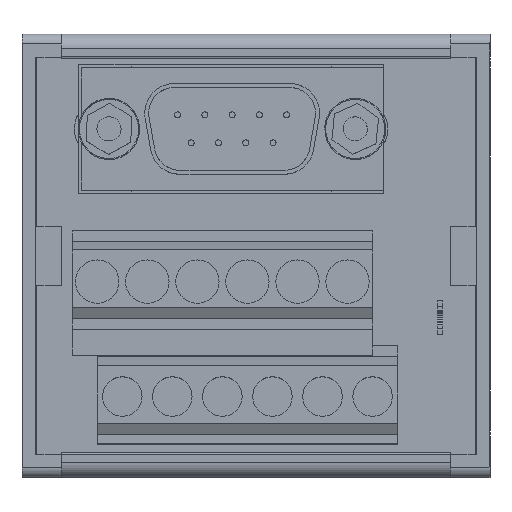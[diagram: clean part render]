
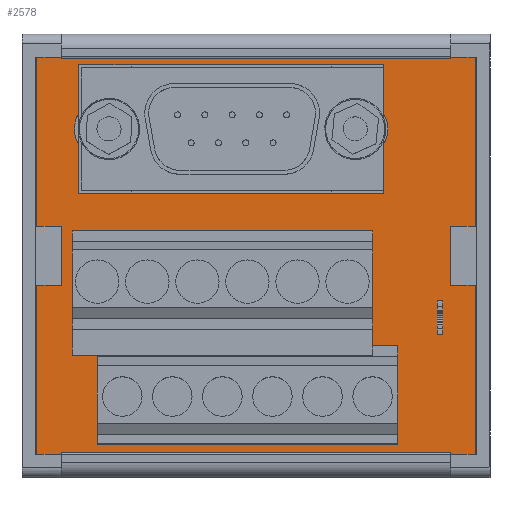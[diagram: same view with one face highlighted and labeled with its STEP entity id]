
A CAD part, top view. The second image highlights one B-rep face of the part: STEP entity #2578.
In plain terms, the highlighted planar face has unit normal (0, 0, 1).
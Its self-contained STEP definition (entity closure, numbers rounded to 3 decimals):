
#2364=AXIS2_PLACEMENT_3D('Plane Axis2P3D',#2361,#2362,#2363) ;
#2361=CARTESIAN_POINT('Axis2P3D Location',(-53.252,1.253,21.5)) ;
#2366=CARTESIAN_POINT('Line Origine',(23.75,1.5,21.5)) ;
#2370=CARTESIAN_POINT('Vertex',(1.5,1.5,21.5)) ;
#2372=CARTESIAN_POINT('Vertex',(46.,1.5,21.5)) ;
#2375=CARTESIAN_POINT('Line Origine',(46.,22.5,21.5)) ;
#2379=CARTESIAN_POINT('Vertex',(46.,43.5,21.5)) ;
#2382=CARTESIAN_POINT('Line Origine',(23.75,43.5,21.5)) ;
#2386=CARTESIAN_POINT('Vertex',(1.5,43.5,21.5)) ;
#2389=CARTESIAN_POINT('Line Origine',(1.5,22.5,21.5)) ;
#2400=CARTESIAN_POINT('Line Origine',(22.88,3.4,21.5)) ;
#2404=CARTESIAN_POINT('Vertex',(38.12,3.4,21.5)) ;
#2406=CARTESIAN_POINT('Vertex',(7.64,3.4,21.5)) ;
#2409=CARTESIAN_POINT('Line Origine',(7.64,7.9,21.5)) ;
#2413=CARTESIAN_POINT('Vertex',(7.64,12.4,21.5)) ;
#2416=CARTESIAN_POINT('Line Origine',(6.37,12.4,21.5)) ;
#2420=CARTESIAN_POINT('Vertex',(5.1,12.4,21.5)) ;
#2423=CARTESIAN_POINT('Line Origine',(5.1,18.7,21.5)) ;
#2427=CARTESIAN_POINT('Vertex',(5.1,25.,21.5)) ;
#2430=CARTESIAN_POINT('Line Origine',(20.34,25.,21.5)) ;
#2434=CARTESIAN_POINT('Vertex',(35.58,25.,21.5)) ;
#2437=CARTESIAN_POINT('Line Origine',(35.58,19.2,21.5)) ;
#2441=CARTESIAN_POINT('Vertex',(35.58,13.4,21.5)) ;
#2444=CARTESIAN_POINT('Line Origine',(36.85,13.4,21.5)) ;
#2448=CARTESIAN_POINT('Vertex',(38.12,13.4,21.5)) ;
#2451=CARTESIAN_POINT('Line Origine',(38.12,8.4,21.5)) ;
#2466=CARTESIAN_POINT('Line Origine',(42.426,17.925,21.5)) ;
#2470=CARTESIAN_POINT('Vertex',(42.726,17.925,21.5)) ;
#2472=CARTESIAN_POINT('Vertex',(42.126,17.925,21.5)) ;
#2475=CARTESIAN_POINT('Line Origine',(42.726,16.225,21.5)) ;
#2479=CARTESIAN_POINT('Vertex',(42.726,14.525,21.5)) ;
#2482=CARTESIAN_POINT('Line Origine',(42.426,14.525,21.5)) ;
#2486=CARTESIAN_POINT('Vertex',(42.126,14.525,21.5)) ;
#2489=CARTESIAN_POINT('Line Origine',(42.126,16.225,21.5)) ;
#2500=CARTESIAN_POINT('Line Origine',(5.77,31.292,21.5)) ;
#2504=CARTESIAN_POINT('Vertex',(5.77,33.724,21.5)) ;
#2506=CARTESIAN_POINT('Vertex',(5.77,28.86,21.5)) ;
#2510=CARTESIAN_POINT('Control Point',(5.77,33.724,21.5)) ;
#2511=CARTESIAN_POINT('Control Point',(5.591,34.025,21.5)) ;
#2512=CARTESIAN_POINT('Control Point',(5.453,34.351,21.5)) ;
#2513=CARTESIAN_POINT('Control Point',(5.36,34.694,21.5)) ;
#2514=CARTESIAN_POINT('Control Point',(5.274,35.382,21.5)) ;
#2515=CARTESIAN_POINT('Control Point',(5.372,36.068,21.5)) ;
#2516=CARTESIAN_POINT('Control Point',(5.464,36.395,21.5)) ;
#2517=CARTESIAN_POINT('Control Point',(5.598,36.707,21.5)) ;
#2518=CARTESIAN_POINT('Control Point',(5.77,36.996,21.5)) ;
#2519=CARTESIAN_POINT('Vertex',(5.77,36.996,21.5)) ;
#2522=CARTESIAN_POINT('Line Origine',(5.77,39.428,21.5)) ;
#2526=CARTESIAN_POINT('Vertex',(5.77,41.86,21.5)) ;
#2529=CARTESIAN_POINT('Line Origine',(21.22,41.86,21.5)) ;
#2533=CARTESIAN_POINT('Vertex',(36.67,41.86,21.5)) ;
#2536=CARTESIAN_POINT('Line Origine',(36.67,39.428,21.5)) ;
#2540=CARTESIAN_POINT('Vertex',(36.67,36.996,21.5)) ;
#2544=CARTESIAN_POINT('Control Point',(36.67,36.996,21.5)) ;
#2545=CARTESIAN_POINT('Control Point',(36.849,36.695,21.5)) ;
#2546=CARTESIAN_POINT('Control Point',(36.987,36.369,21.5)) ;
#2547=CARTESIAN_POINT('Control Point',(37.08,36.026,21.5)) ;
#2548=CARTESIAN_POINT('Control Point',(37.166,35.338,21.5)) ;
#2549=CARTESIAN_POINT('Control Point',(37.068,34.652,21.5)) ;
#2550=CARTESIAN_POINT('Control Point',(36.976,34.325,21.5)) ;
#2551=CARTESIAN_POINT('Control Point',(36.842,34.013,21.5)) ;
#2552=CARTESIAN_POINT('Control Point',(36.67,33.724,21.5)) ;
#2553=CARTESIAN_POINT('Vertex',(36.67,33.724,21.5)) ;
#2556=CARTESIAN_POINT('Line Origine',(36.67,31.292,21.5)) ;
#2560=CARTESIAN_POINT('Vertex',(36.67,28.86,21.5)) ;
#2563=CARTESIAN_POINT('Line Origine',(21.22,28.86,21.5)) ;
#2362=DIRECTION('Axis2P3D Direction',(0.,0.,1.)) ;
#2363=DIRECTION('Axis2P3D XDirection',(1.,0.,0.)) ;
#2367=DIRECTION('Vector Direction',(1.,0.,0.)) ;
#2376=DIRECTION('Vector Direction',(0.,1.,0.)) ;
#2383=DIRECTION('Vector Direction',(-1.,0.,0.)) ;
#2390=DIRECTION('Vector Direction',(0.,-1.,0.)) ;
#2401=DIRECTION('Vector Direction',(-1.,0.,0.)) ;
#2410=DIRECTION('Vector Direction',(0.,1.,0.)) ;
#2417=DIRECTION('Vector Direction',(-1.,0.,0.)) ;
#2424=DIRECTION('Vector Direction',(0.,1.,0.)) ;
#2431=DIRECTION('Vector Direction',(1.,0.,0.)) ;
#2438=DIRECTION('Vector Direction',(0.,-1.,0.)) ;
#2445=DIRECTION('Vector Direction',(1.,0.,0.)) ;
#2452=DIRECTION('Vector Direction',(0.,-1.,0.)) ;
#2467=DIRECTION('Vector Direction',(-1.,0.,0.)) ;
#2476=DIRECTION('Vector Direction',(0.,1.,0.)) ;
#2483=DIRECTION('Vector Direction',(-1.,0.,0.)) ;
#2490=DIRECTION('Vector Direction',(0.,-1.,0.)) ;
#2501=DIRECTION('Vector Direction',(0.,-1.,0.)) ;
#2523=DIRECTION('Vector Direction',(0.,-1.,0.)) ;
#2530=DIRECTION('Vector Direction',(-1.,0.,0.)) ;
#2537=DIRECTION('Vector Direction',(0.,1.,0.)) ;
#2557=DIRECTION('Vector Direction',(0.,1.,0.)) ;
#2564=DIRECTION('Vector Direction',(1.,0.,0.)) ;
#2368=VECTOR('Line Direction',#2367,1.) ;
#2377=VECTOR('Line Direction',#2376,1.) ;
#2384=VECTOR('Line Direction',#2383,1.) ;
#2391=VECTOR('Line Direction',#2390,1.) ;
#2402=VECTOR('Line Direction',#2401,1.) ;
#2411=VECTOR('Line Direction',#2410,1.) ;
#2418=VECTOR('Line Direction',#2417,1.) ;
#2425=VECTOR('Line Direction',#2424,1.) ;
#2432=VECTOR('Line Direction',#2431,1.) ;
#2439=VECTOR('Line Direction',#2438,1.) ;
#2446=VECTOR('Line Direction',#2445,1.) ;
#2453=VECTOR('Line Direction',#2452,1.) ;
#2468=VECTOR('Line Direction',#2467,1.) ;
#2477=VECTOR('Line Direction',#2476,1.) ;
#2484=VECTOR('Line Direction',#2483,1.) ;
#2491=VECTOR('Line Direction',#2490,1.) ;
#2502=VECTOR('Line Direction',#2501,1.) ;
#2524=VECTOR('Line Direction',#2523,1.) ;
#2531=VECTOR('Line Direction',#2530,1.) ;
#2538=VECTOR('Line Direction',#2537,1.) ;
#2558=VECTOR('Line Direction',#2557,1.) ;
#2565=VECTOR('Line Direction',#2564,1.) ;
#2395=ORIENTED_EDGE('',*,*,#2374,.T.) ;
#2396=ORIENTED_EDGE('',*,*,#2381,.T.) ;
#2397=ORIENTED_EDGE('',*,*,#2388,.T.) ;
#2398=ORIENTED_EDGE('',*,*,#2393,.T.) ;
#2457=ORIENTED_EDGE('',*,*,#2408,.T.) ;
#2458=ORIENTED_EDGE('',*,*,#2415,.T.) ;
#2459=ORIENTED_EDGE('',*,*,#2422,.T.) ;
#2460=ORIENTED_EDGE('',*,*,#2429,.T.) ;
#2461=ORIENTED_EDGE('',*,*,#2436,.T.) ;
#2462=ORIENTED_EDGE('',*,*,#2443,.T.) ;
#2463=ORIENTED_EDGE('',*,*,#2450,.T.) ;
#2464=ORIENTED_EDGE('',*,*,#2455,.T.) ;
#2495=ORIENTED_EDGE('',*,*,#2474,.F.) ;
#2496=ORIENTED_EDGE('',*,*,#2481,.F.) ;
#2497=ORIENTED_EDGE('',*,*,#2488,.T.) ;
#2498=ORIENTED_EDGE('',*,*,#2493,.F.) ;
#2569=ORIENTED_EDGE('',*,*,#2508,.F.) ;
#2570=ORIENTED_EDGE('',*,*,#2521,.T.) ;
#2571=ORIENTED_EDGE('',*,*,#2528,.F.) ;
#2572=ORIENTED_EDGE('',*,*,#2535,.F.) ;
#2573=ORIENTED_EDGE('',*,*,#2542,.F.) ;
#2574=ORIENTED_EDGE('',*,*,#2555,.T.) ;
#2575=ORIENTED_EDGE('',*,*,#2562,.F.) ;
#2576=ORIENTED_EDGE('',*,*,#2567,.F.) ;
#2465=FACE_BOUND('',#2456,.T.) ;
#2499=FACE_BOUND('',#2494,.T.) ;
#2577=FACE_BOUND('',#2568,.T.) ;
#2578=ADVANCED_FACE('NONE',(#2399,#2465,#2499,#2577),#2365,.T.) ;
#2509=B_SPLINE_CURVE_WITH_KNOTS('',5,(#2510,#2511,#2512,#2513,#2514,#2515,#2516,#2517,#2518),.UNSPECIFIED.,.F.,.U.,(6,3,6),(0.,2.479,4.858),.UNSPECIFIED.) ;
#2543=B_SPLINE_CURVE_WITH_KNOTS('',5,(#2544,#2545,#2546,#2547,#2548,#2549,#2550,#2551,#2552),.UNSPECIFIED.,.F.,.U.,(6,3,6),(0.,2.479,4.858),.UNSPECIFIED.) ;
#2374=EDGE_CURVE('',#2371,#2373,#2369,.T.) ;
#2381=EDGE_CURVE('',#2373,#2380,#2378,.T.) ;
#2388=EDGE_CURVE('',#2380,#2387,#2385,.T.) ;
#2393=EDGE_CURVE('',#2387,#2371,#2392,.T.) ;
#2408=EDGE_CURVE('',#2405,#2407,#2403,.T.) ;
#2415=EDGE_CURVE('',#2407,#2414,#2412,.T.) ;
#2422=EDGE_CURVE('',#2414,#2421,#2419,.T.) ;
#2429=EDGE_CURVE('',#2421,#2428,#2426,.T.) ;
#2436=EDGE_CURVE('',#2428,#2435,#2433,.T.) ;
#2443=EDGE_CURVE('',#2435,#2442,#2440,.T.) ;
#2450=EDGE_CURVE('',#2442,#2449,#2447,.T.) ;
#2455=EDGE_CURVE('',#2449,#2405,#2454,.T.) ;
#2474=EDGE_CURVE('',#2471,#2473,#2469,.T.) ;
#2481=EDGE_CURVE('',#2480,#2471,#2478,.T.) ;
#2488=EDGE_CURVE('',#2480,#2487,#2485,.T.) ;
#2493=EDGE_CURVE('',#2473,#2487,#2492,.T.) ;
#2508=EDGE_CURVE('',#2505,#2507,#2503,.T.) ;
#2521=EDGE_CURVE('',#2505,#2520,#2509,.T.) ;
#2528=EDGE_CURVE('',#2527,#2520,#2525,.T.) ;
#2535=EDGE_CURVE('',#2534,#2527,#2532,.T.) ;
#2542=EDGE_CURVE('',#2541,#2534,#2539,.T.) ;
#2555=EDGE_CURVE('',#2541,#2554,#2543,.T.) ;
#2562=EDGE_CURVE('',#2561,#2554,#2559,.T.) ;
#2567=EDGE_CURVE('',#2507,#2561,#2566,.T.) ;
#2394=EDGE_LOOP('',(#2395,#2396,#2397,#2398)) ;
#2456=EDGE_LOOP('',(#2457,#2458,#2459,#2460,#2461,#2462,#2463,#2464)) ;
#2494=EDGE_LOOP('',(#2495,#2496,#2497,#2498)) ;
#2568=EDGE_LOOP('',(#2569,#2570,#2571,#2572,#2573,#2574,#2575,#2576)) ;
#2399=FACE_OUTER_BOUND('',#2394,.T.) ;
#2369=LINE('Line',#2366,#2368) ;
#2378=LINE('Line',#2375,#2377) ;
#2385=LINE('Line',#2382,#2384) ;
#2392=LINE('Line',#2389,#2391) ;
#2403=LINE('Line',#2400,#2402) ;
#2412=LINE('Line',#2409,#2411) ;
#2419=LINE('Line',#2416,#2418) ;
#2426=LINE('Line',#2423,#2425) ;
#2433=LINE('Line',#2430,#2432) ;
#2440=LINE('Line',#2437,#2439) ;
#2447=LINE('Line',#2444,#2446) ;
#2454=LINE('Line',#2451,#2453) ;
#2469=LINE('Line',#2466,#2468) ;
#2478=LINE('Line',#2475,#2477) ;
#2485=LINE('Line',#2482,#2484) ;
#2492=LINE('Line',#2489,#2491) ;
#2503=LINE('Line',#2500,#2502) ;
#2525=LINE('Line',#2522,#2524) ;
#2532=LINE('Line',#2529,#2531) ;
#2539=LINE('Line',#2536,#2538) ;
#2559=LINE('Line',#2556,#2558) ;
#2566=LINE('Line',#2563,#2565) ;
#2365=PLANE('',#2364) ;
#2371=VERTEX_POINT('',#2370) ;
#2373=VERTEX_POINT('',#2372) ;
#2380=VERTEX_POINT('',#2379) ;
#2387=VERTEX_POINT('',#2386) ;
#2405=VERTEX_POINT('',#2404) ;
#2407=VERTEX_POINT('',#2406) ;
#2414=VERTEX_POINT('',#2413) ;
#2421=VERTEX_POINT('',#2420) ;
#2428=VERTEX_POINT('',#2427) ;
#2435=VERTEX_POINT('',#2434) ;
#2442=VERTEX_POINT('',#2441) ;
#2449=VERTEX_POINT('',#2448) ;
#2471=VERTEX_POINT('',#2470) ;
#2473=VERTEX_POINT('',#2472) ;
#2480=VERTEX_POINT('',#2479) ;
#2487=VERTEX_POINT('',#2486) ;
#2505=VERTEX_POINT('',#2504) ;
#2507=VERTEX_POINT('',#2506) ;
#2520=VERTEX_POINT('',#2519) ;
#2527=VERTEX_POINT('',#2526) ;
#2534=VERTEX_POINT('',#2533) ;
#2541=VERTEX_POINT('',#2540) ;
#2554=VERTEX_POINT('',#2553) ;
#2561=VERTEX_POINT('',#2560) ;
